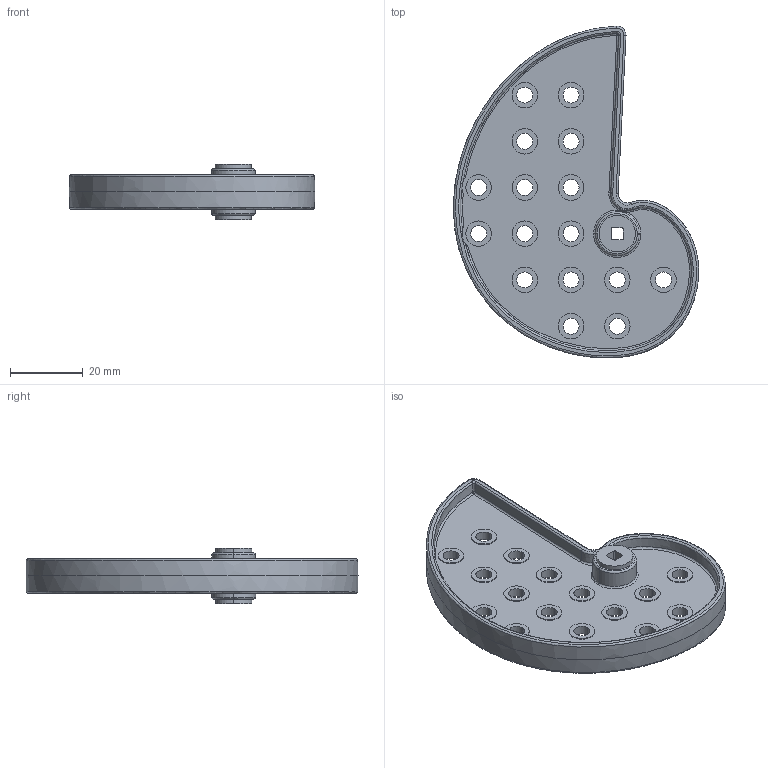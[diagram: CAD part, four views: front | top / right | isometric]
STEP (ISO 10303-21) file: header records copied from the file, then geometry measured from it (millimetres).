
FILE_DESCRIPTION (( 'STEP AP214' ), '1' );
FILE_NAME ('276-2045-061 Rev1.STEP', '2015-09-21T18:44:14', ( 'svradm' ), ( '' ), 'SwSTEP 2.0', 'SolidWorks 2015', '' );
FILE_SCHEMA (( 'AUTOMOTIVE_DESIGN' ));
Length unit declared in the file: inch
Products named in the file (1): 276-2045-061 Rev1
Bounding box: 67.41 x 91.21 x 15.24 mm (x, y, z)
Volume: 12769.9 mm3; surface area: 13273.5 mm2
Topology: 1 solids, 1 shells, 325 faces, 794 edges, 509 vertices
Faces by surface type: cylinder 148, plane 70, bspline 54, torus 32, cone 17, sphere 4
Entity records: 17825 total; most frequent: CARTESIAN_POINT 10322, ORIENTED_EDGE 1588, DIRECTION 1521, EDGE_CURVE 794, AXIS2_PLACEMENT_3D 638, VERTEX_POINT 509, EDGE_LOOP 397, CIRCLE 366
